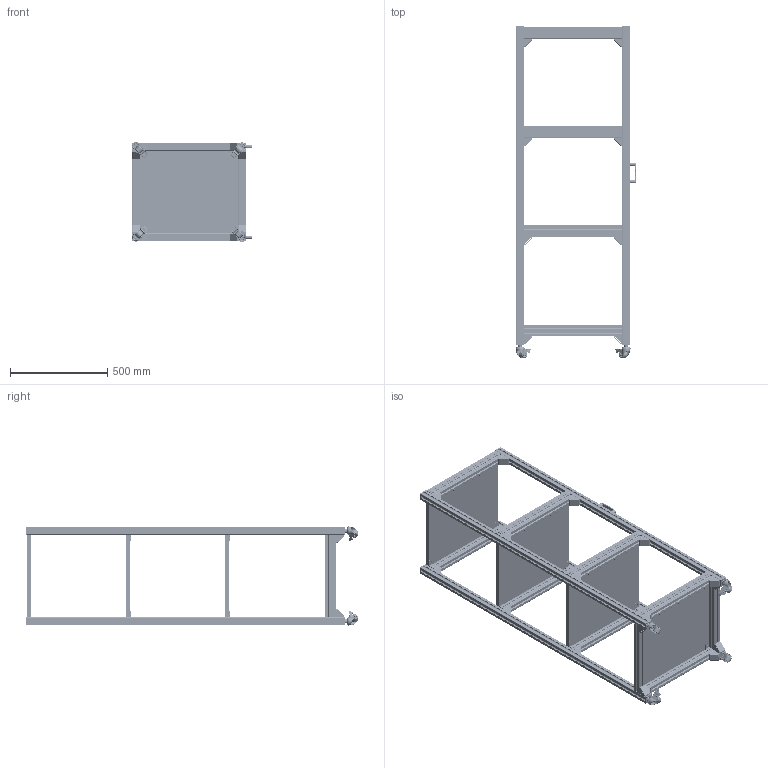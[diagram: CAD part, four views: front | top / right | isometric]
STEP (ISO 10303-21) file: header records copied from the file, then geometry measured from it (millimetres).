
FILE_DESCRIPTION (( 'STEP AP214' ), '1' );
FILE_NAME ('Ïîäêàòíîé íàïîëüíûé ñòåëëàæ H=1700 ìì.STEP', '2022-08-09T07:39:49', ( 'Ñòàñ' ), ( '' ), 'SwSTEP 2.0', 'SolidWorks 2021', '' );
FILE_SCHEMA (( 'AUTOMOTIVE_DESIGN' ));
Length unit declared in the file: millimetre
Products named in the file (12): D02_00; A18_01; A19_00; E36_00; A312_00; 40õ40SL_3; A16_00; 40õ40SL_1000; 40õ40SL_2; T28_00; 婄翴譇; Ïîäêàòíîé íàïîëüíûé ñòåëëàæ H=1700 ìì
Assembly tree (88 placements, depth 2):
  Ïîäêàòíîé íàïîëüíûé ñòåëëàæ H=1700 ìì
    A312_00  x4
    T28_00  x4
    40õ40SL_1000  x4
    40õ40SL_2  x8
    A19_00  x4
    D02_00  x20
    A18_01  x20
    40õ40SL_3  x2
    婄翴譇  x4
    A16_00  x2
    E36_00  x16
Bounding box: 621.19 x 1705.29 x 512.4 mm (x, y, z)
Volume: 27469545.8 mm3; surface area: 8632026.9 mm2
Topology: 126 solids, 132 shells, 11590 faces, 31662 edges, 20476 vertices
Faces by surface type: plane 6308, cylinder 4454, torus 400, cone 192, sphere 128, bspline 108
Entity records: 64193 total; most frequent: CARTESIAN_POINT 12997, DIRECTION 9912, ORIENTED_EDGE 9770, EDGE_CURVE 4895, AXIS2_PLACEMENT_3D 3402, VERTEX_POINT 3196, VECTOR 3108, LINE 3108
